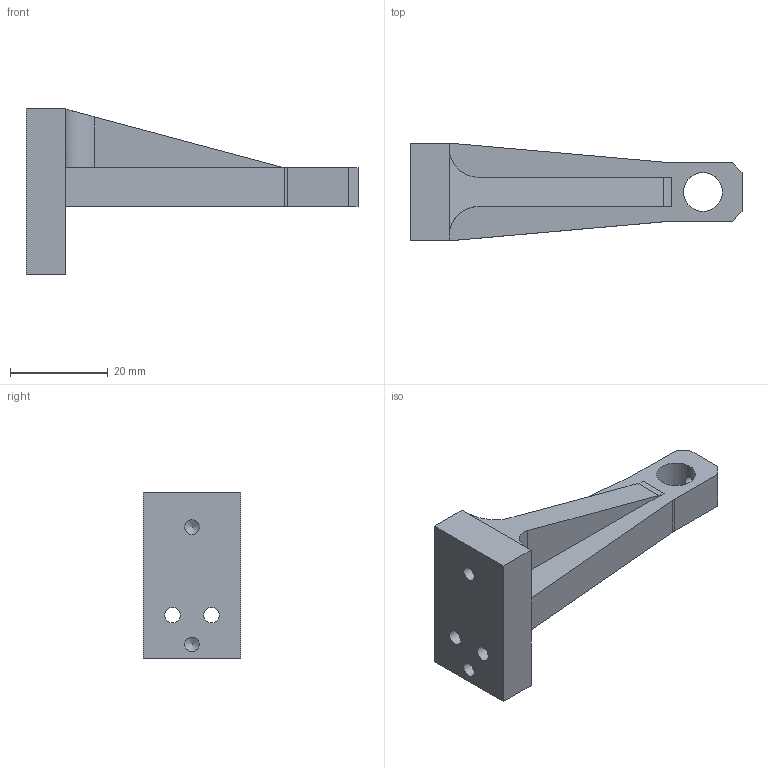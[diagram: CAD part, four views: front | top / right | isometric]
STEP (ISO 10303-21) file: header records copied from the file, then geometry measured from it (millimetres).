
FILE_DESCRIPTION((''),'2;1');
FILE_NAME('7001154.stp','2016-08-25T14:17:52',('miemmola'),(''),'Autodesk Inventor 2012','Autodesk Inventor 2012','');
FILE_SCHEMA(('AUTOMOTIVE_DESIGN { 1 0 10303 214 1 1 1 1 }'));
Length unit declared in the file: millimetre
Products named in the file (1): 7001154
Bounding box: 68 x 20 x 34 mm (x, y, z)
Volume: 13644.6 mm3; surface area: 5728.9 mm2
Topology: 1 solids, 1 shells, 37 faces, 96 edges, 62 vertices
Faces by surface type: plane 22, cylinder 13, cone 2
Full cylindrical faces by diameter (mm): 2.459 x1, 3 x2, 3.2 x2, 6 x2, 8 x1
Entity records: 1091 total; most frequent: CARTESIAN_POINT 206, DIRECTION 179, ORIENTED_EDGE 158, EDGE_CURVE 79, AXIS2_PLACEMENT_3D 63, EDGE_LOOP 57, VERTEX_POINT 56, VECTOR 53
